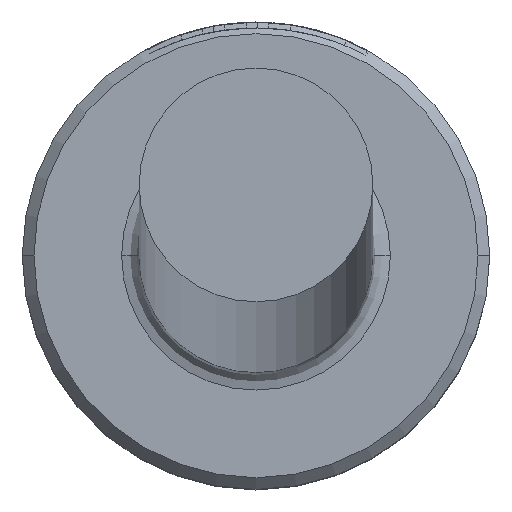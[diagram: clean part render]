
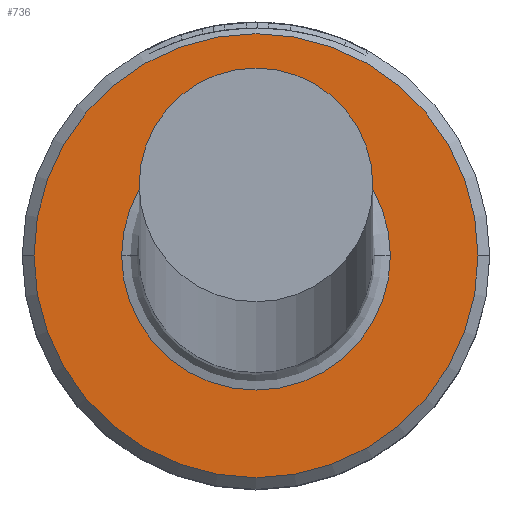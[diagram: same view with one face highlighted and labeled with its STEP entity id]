
A CAD part, top view. The second image highlights one B-rep face of the part: STEP entity #736.
In plain terms, the highlighted planar face has unit normal (0, 0, 1).
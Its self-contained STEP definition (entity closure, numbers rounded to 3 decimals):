
#7 = DIRECTION ( 'NONE',  ( 0., 0., -1. ) ) ;
#11 = EDGE_LOOP ( 'NONE', ( #910, #526 ) ) ;
#13 = VERTEX_POINT ( 'NONE', #420 ) ;
#32 = AXIS2_PLACEMENT_3D ( 'NONE', #913, #758, #436 ) ;
#36 = CIRCLE ( 'NONE', #156, 3.8 ) ;
#55 = CIRCLE ( 'NONE', #32, 3.8 ) ;
#127 = EDGE_CURVE ( 'NONE', #937, #894, #36, .T. ) ;
#145 = CARTESIAN_POINT ( 'NONE',  ( 0., 0., 6. ) ) ;
#156 = AXIS2_PLACEMENT_3D ( 'NONE', #1028, #842, #846 ) ;
#196 = EDGE_CURVE ( 'NONE', #1148, #13, #847, .T. ) ;
#284 = AXIS2_PLACEMENT_3D ( 'NONE', #793, #803, #811 ) ;
#285 = AXIS2_PLACEMENT_3D ( 'NONE', #748, #7, #597 ) ;
#292 = EDGE_LOOP ( 'NONE', ( #899, #1024 ) ) ;
#306 = EDGE_CURVE ( 'NONE', #894, #937, #55, .T. ) ;
#318 = CIRCLE ( 'NONE', #285, 2.3 ) ;
#342 = CARTESIAN_POINT ( 'NONE',  ( 2.3, 0., 6. ) ) ;
#367 = AXIS2_PLACEMENT_3D ( 'NONE', #145, #685, #954 ) ;
#382 = EDGE_CURVE ( 'NONE', #13, #1148, #318, .T. ) ;
#420 = CARTESIAN_POINT ( 'NONE',  ( -2.3, 0., 6. ) ) ;
#429 = FACE_BOUND ( 'NONE', #292, .T. ) ;
#436 = DIRECTION ( 'NONE',  ( 1., 0., 0. ) ) ;
#526 = ORIENTED_EDGE ( 'NONE', *, *, #306, .T. ) ;
#597 = DIRECTION ( 'NONE',  ( -1., 0., 0. ) ) ;
#657 = FACE_OUTER_BOUND ( 'NONE', #11, .T. ) ;
#659 = CARTESIAN_POINT ( 'NONE',  ( -3.8, 0., 6. ) ) ;
#685 = DIRECTION ( 'NONE',  ( 0., 0., 1. ) ) ;
#736 = ADVANCED_FACE ( 'NONE', ( #657, #429 ), #861, .T. ) ;
#748 = CARTESIAN_POINT ( 'NONE',  ( 0., 0., 6. ) ) ;
#758 = DIRECTION ( 'NONE',  ( 0., 0., 1. ) ) ;
#793 = CARTESIAN_POINT ( 'NONE',  ( 0., 0., 6. ) ) ;
#803 = DIRECTION ( 'NONE',  ( 0., 0., -1. ) ) ;
#811 = DIRECTION ( 'NONE',  ( -1., 0., 0. ) ) ;
#842 = DIRECTION ( 'NONE',  ( 0., 0., 1. ) ) ;
#846 = DIRECTION ( 'NONE',  ( 1., 0., 0. ) ) ;
#847 = CIRCLE ( 'NONE', #284, 2.3 ) ;
#861 = PLANE ( 'NONE',  #367 ) ;
#894 = VERTEX_POINT ( 'NONE', #992 ) ;
#899 = ORIENTED_EDGE ( 'NONE', *, *, #382, .T. ) ;
#910 = ORIENTED_EDGE ( 'NONE', *, *, #127, .T. ) ;
#913 = CARTESIAN_POINT ( 'NONE',  ( 0., 0., 6. ) ) ;
#937 = VERTEX_POINT ( 'NONE', #659 ) ;
#954 = DIRECTION ( 'NONE',  ( 1., 0., 0. ) ) ;
#992 = CARTESIAN_POINT ( 'NONE',  ( 3.8, 0., 6. ) ) ;
#1024 = ORIENTED_EDGE ( 'NONE', *, *, #196, .T. ) ;
#1028 = CARTESIAN_POINT ( 'NONE',  ( 0., 0., 6. ) ) ;
#1148 = VERTEX_POINT ( 'NONE', #342 ) ;
